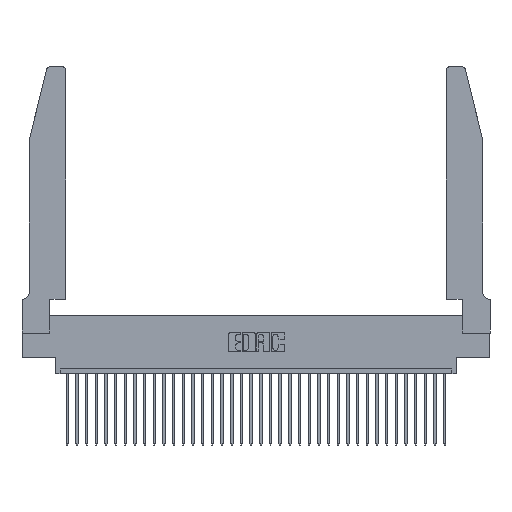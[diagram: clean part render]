
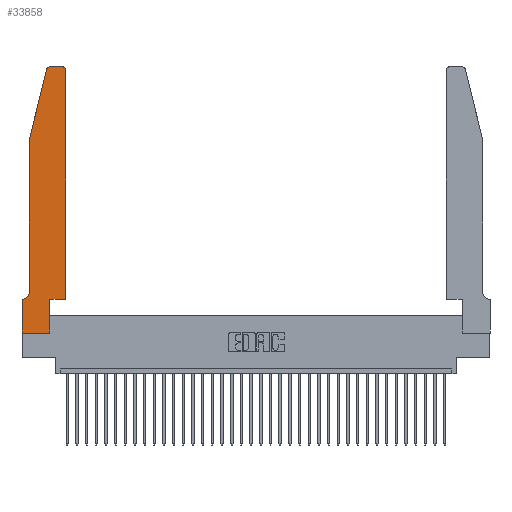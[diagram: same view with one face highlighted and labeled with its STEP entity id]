
A CAD part, top view. The second image highlights one B-rep face of the part: STEP entity #33858.
In plain terms, the highlighted planar face has unit normal (0, 0, 1).
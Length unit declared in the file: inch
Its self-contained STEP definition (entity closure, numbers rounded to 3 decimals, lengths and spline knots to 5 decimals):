
#60 = DIRECTION ( 'NONE',  ( -1., 0., 0. ) ) ;
#333 = ORIENTED_EDGE ( 'NONE', *, *, #11451, .T. ) ;
#473 = DIRECTION ( 'NONE',  ( 0., 1., 0. ) ) ;
#977 = DIRECTION ( 'NONE',  ( 0., 0., 1. ) ) ;
#1003 = CARTESIAN_POINT ( 'NONE',  ( 0.2865, 0.35, 0.37 ) ) ;
#1037 = VERTEX_POINT ( 'NONE', #5393 ) ;
#1278 = CARTESIAN_POINT ( 'NONE',  ( 0.2865, 0., 0.37 ) ) ;
#1595 = EDGE_CURVE ( 'NONE', #30383, #29364, #11234, .T. ) ;
#1632 = DIRECTION ( 'NONE',  ( 1., 0., 0. ) ) ;
#2397 = CARTESIAN_POINT ( 'NONE',  ( 0.25487, 2.72718, 0.37 ) ) ;
#2448 = DIRECTION ( 'NONE',  ( 1., 0., 0. ) ) ;
#2482 = CARTESIAN_POINT ( 'NONE',  ( 0.0755, 0.35, 0.37 ) ) ;
#2772 = CARTESIAN_POINT ( 'NONE',  ( 0.2865, 0.35, 0.37 ) ) ;
#2933 = CARTESIAN_POINT ( 'NONE',  ( 0.4505, 0.35, 0.37 ) ) ;
#3058 = CIRCLE ( 'NONE', #10942, 0.03 ) ;
#3241 = LINE ( 'NONE', #1003, #24980 ) ;
#3385 = VERTEX_POINT ( 'NONE', #2772 ) ;
#3466 = DIRECTION ( 'NONE',  ( 1., 0., 0. ) ) ;
#4212 = CARTESIAN_POINT ( 'NONE',  ( 0.0755, 2., 0.37 ) ) ;
#5275 = LINE ( 'NONE', #22571, #34207 ) ;
#5393 = CARTESIAN_POINT ( 'NONE',  ( 0.0055, 0.35, 0.37 ) ) ;
#5749 = VERTEX_POINT ( 'NONE', #4212 ) ;
#5774 = LINE ( 'NONE', #10507, #14332 ) ;
#5857 = LINE ( 'NONE', #23668, #25459 ) ;
#5871 = VERTEX_POINT ( 'NONE', #1278 ) ;
#6519 = DIRECTION ( 'NONE',  ( -0.239, -0.971, 0. ) ) ;
#6776 = ORIENTED_EDGE ( 'NONE', *, *, #24713, .T. ) ;
#7391 = CARTESIAN_POINT ( 'NONE',  ( 0., 0.35, 0.37 ) ) ;
#7887 = LINE ( 'NONE', #33596, #29566 ) ;
#7979 = EDGE_CURVE ( 'NONE', #29024, #5871, #5774, .T. ) ;
#9495 = VERTEX_POINT ( 'NONE', #15524 ) ;
#9813 = VECTOR ( 'NONE', #11632, 39.37008 ) ;
#10288 = VECTOR ( 'NONE', #60, 39.37008 ) ;
#10299 = ORIENTED_EDGE ( 'NONE', *, *, #33084, .T. ) ;
#10507 = CARTESIAN_POINT ( 'NONE',  ( 0., 0., 0.37 ) ) ;
#10942 = AXIS2_PLACEMENT_3D ( 'NONE', #27277, #24020, #12195 ) ;
#11097 = VERTEX_POINT ( 'NONE', #2397 ) ;
#11183 = EDGE_CURVE ( 'NONE', #23639, #29024, #17962, .T. ) ;
#11234 = LINE ( 'NONE', #2933, #31248 ) ;
#11451 = EDGE_CURVE ( 'NONE', #21436, #1037, #12402, .T. ) ;
#11632 = DIRECTION ( 'NONE',  ( 0., -1., 0. ) ) ;
#11757 = EDGE_CURVE ( 'NONE', #9495, #11097, #14960, .T. ) ;
#12161 = AXIS2_PLACEMENT_3D ( 'NONE', #14461, #19695, #3466 ) ;
#12195 = DIRECTION ( 'NONE',  ( 1., 0., 0. ) ) ;
#12346 = ORIENTED_EDGE ( 'NONE', *, *, #1595, .T. ) ;
#12402 = CIRCLE ( 'NONE', #22635, 0.07 ) ;
#12714 = DIRECTION ( 'NONE',  ( -1., 0., 0. ) ) ;
#13149 = CARTESIAN_POINT ( 'NONE',  ( 0.2605, 2.75, 0.37 ) ) ;
#13728 = EDGE_CURVE ( 'NONE', #11097, #5749, #7887, .T. ) ;
#13908 = ORIENTED_EDGE ( 'NONE', *, *, #13728, .T. ) ;
#14332 = VECTOR ( 'NONE', #2448, 39.37008 ) ;
#14461 = CARTESIAN_POINT ( 'NONE',  ( 0.284, 2.72, 0.37 ) ) ;
#14534 = CARTESIAN_POINT ( 'NONE',  ( 0., 0., 0.37 ) ) ;
#14556 = PLANE ( 'NONE',  #22986 ) ;
#14606 = DIRECTION ( 'NONE',  ( 0., -1., 0. ) ) ;
#14960 = CIRCLE ( 'NONE', #12161, 0.03 ) ;
#15524 = CARTESIAN_POINT ( 'NONE',  ( 0.284, 2.75, 0.37 ) ) ;
#15713 = DIRECTION ( 'NONE',  ( 0., 0., -1. ) ) ;
#17426 = ORIENTED_EDGE ( 'NONE', *, *, #17546, .T. ) ;
#17546 = EDGE_CURVE ( 'NONE', #5871, #3385, #3241, .T. ) ;
#17962 = LINE ( 'NONE', #20035, #9813 ) ;
#19175 = DIRECTION ( 'NONE',  ( 0., 1., 0. ) ) ;
#19695 = DIRECTION ( 'NONE',  ( 0., 0., 1. ) ) ;
#19780 = CARTESIAN_POINT ( 'NONE',  ( 0.4505, 2.72, 0.37 ) ) ;
#20035 = CARTESIAN_POINT ( 'NONE',  ( 0., 0., 0.37 ) ) ;
#20054 = DIRECTION ( 'NONE',  ( 1., 0., 0. ) ) ;
#20569 = LINE ( 'NONE', #2482, #10288 ) ;
#21436 = VERTEX_POINT ( 'NONE', #22217 ) ;
#22217 = CARTESIAN_POINT ( 'NONE',  ( 0.0755, 0.42, 0.37 ) ) ;
#22517 = EDGE_LOOP ( 'NONE', ( #22613, #23617, #13908, #10299, #333, #23148, #33441, #30245, #17426, #34626, #12346, #6776 ) ) ;
#22571 = CARTESIAN_POINT ( 'NONE',  ( 0.0755, 2., 0.37 ) ) ;
#22613 = ORIENTED_EDGE ( 'NONE', *, *, #24464, .T. ) ;
#22635 = AXIS2_PLACEMENT_3D ( 'NONE', #34557, #15713, #12714 ) ;
#22986 = AXIS2_PLACEMENT_3D ( 'NONE', #33647, #977, #20054 ) ;
#23148 = ORIENTED_EDGE ( 'NONE', *, *, #27861, .T. ) ;
#23617 = ORIENTED_EDGE ( 'NONE', *, *, #11757, .T. ) ;
#23639 = VERTEX_POINT ( 'NONE', #7391 ) ;
#23668 = CARTESIAN_POINT ( 'NONE',  ( 0.4505, 0.35, 0.37 ) ) ;
#23849 = CARTESIAN_POINT ( 'NONE',  ( 0.4205, 2.75, 0.37 ) ) ;
#24020 = DIRECTION ( 'NONE',  ( 0., 0., 1. ) ) ;
#24464 = EDGE_CURVE ( 'NONE', #28115, #9495, #25697, .T. ) ;
#24713 = EDGE_CURVE ( 'NONE', #29364, #28115, #3058, .T. ) ;
#24980 = VECTOR ( 'NONE', #473, 39.37008 ) ;
#25459 = VECTOR ( 'NONE', #1632, 39.37008 ) ;
#25697 = LINE ( 'NONE', #13149, #32015 ) ;
#27274 = CARTESIAN_POINT ( 'NONE',  ( 0.4505, 0.35, 0.37 ) ) ;
#27277 = CARTESIAN_POINT ( 'NONE',  ( 0.4205, 2.72, 0.37 ) ) ;
#27861 = EDGE_CURVE ( 'NONE', #1037, #23639, #20569, .T. ) ;
#28115 = VERTEX_POINT ( 'NONE', #23849 ) ;
#28881 = FACE_OUTER_BOUND ( 'NONE', #22517, .T. ) ;
#29024 = VERTEX_POINT ( 'NONE', #14534 ) ;
#29364 = VERTEX_POINT ( 'NONE', #19780 ) ;
#29566 = VECTOR ( 'NONE', #6519, 39.37008 ) ;
#29613 = DIRECTION ( 'NONE',  ( -1., 0., 0. ) ) ;
#30245 = ORIENTED_EDGE ( 'NONE', *, *, #7979, .T. ) ;
#30383 = VERTEX_POINT ( 'NONE', #27274 ) ;
#30713 = EDGE_CURVE ( 'NONE', #3385, #30383, #5857, .T. ) ;
#31248 = VECTOR ( 'NONE', #19175, 39.37008 ) ;
#32015 = VECTOR ( 'NONE', #29613, 39.37008 ) ;
#33084 = EDGE_CURVE ( 'NONE', #5749, #21436, #5275, .T. ) ;
#33441 = ORIENTED_EDGE ( 'NONE', *, *, #11183, .T. ) ;
#33596 = CARTESIAN_POINT ( 'NONE',  ( 0.0755, 2., 0.37 ) ) ;
#33647 = CARTESIAN_POINT ( 'NONE',  ( 0., 0.35, 0.37 ) ) ;
#33858 = ADVANCED_FACE ( 'NONE', ( #28881 ), #14556, .T. ) ;
#34207 = VECTOR ( 'NONE', #14606, 39.37008 ) ;
#34557 = CARTESIAN_POINT ( 'NONE',  ( 0.0055, 0.42, 0.37 ) ) ;
#34626 = ORIENTED_EDGE ( 'NONE', *, *, #30713, .T. ) ;
